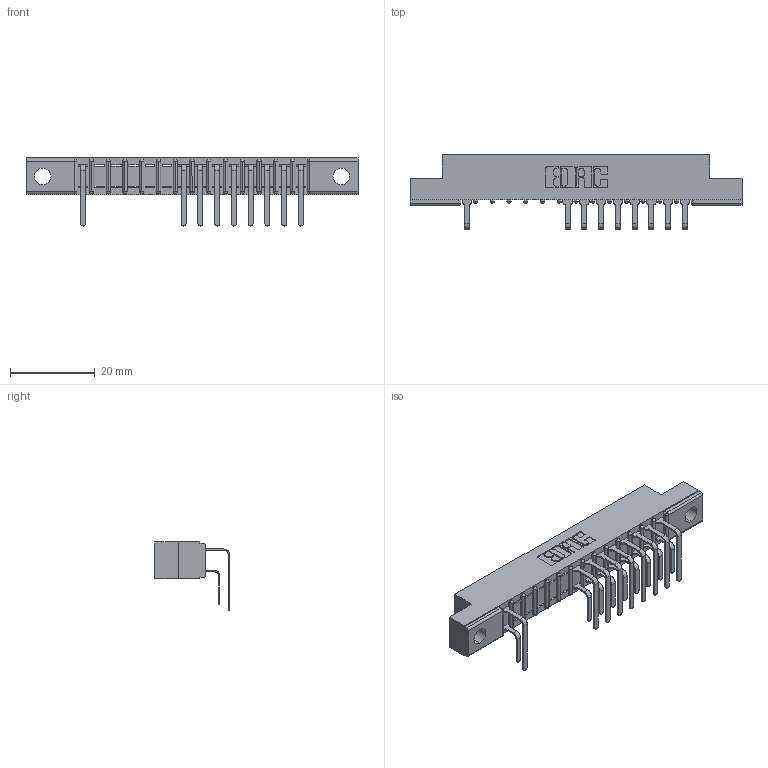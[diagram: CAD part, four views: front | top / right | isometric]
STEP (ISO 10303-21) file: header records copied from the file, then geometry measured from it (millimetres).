
FILE_DESCRIPTION (( 'STEP AP203' ), '1' );
FILE_NAME ('357-014-559-104.STEP', '2018-08-07T23:41:21', ( '' ), ( '' ), 'SwSTEP 2.0', 'SolidWorks 2016', '' );
FILE_SCHEMA (( 'CONFIG_CONTROL_DESIGN' ));
Length unit declared in the file: inch
Products named in the file (4): 357-014-559-104; 307 Part_.156 Dia Mounting Holes; 307-290-001_558 559 - 1 (Single); 307-290-001_559 - 2 (Single)
Assembly tree (19 placements, depth 2):
  357-014-559-104
    307 Part_.156 Dia Mounting Holes
    307-290-001_558 559 - 1 (Single)  x9
    307-290-001_559 - 2 (Single)  x9
Bounding box: 78.49 x 17.69 x 16.08 mm (x, y, z)
Volume: 4979.1 mm3; surface area: 7950.2 mm2
Topology: 19 solids, 19 shells, 1147 faces, 3235 edges, 2090 vertices
Faces by surface type: plane 738, cylinder 379, sphere 30
Entity records: 17447 total; most frequent: CARTESIAN_POINT 2912, ORIENTED_EDGE 2890, DIRECTION 2845, EDGE_CURVE 1445, VECTOR 1103, LINE 1103, VERTEX_POINT 938, AXIS2_PLACEMENT_3D 871
